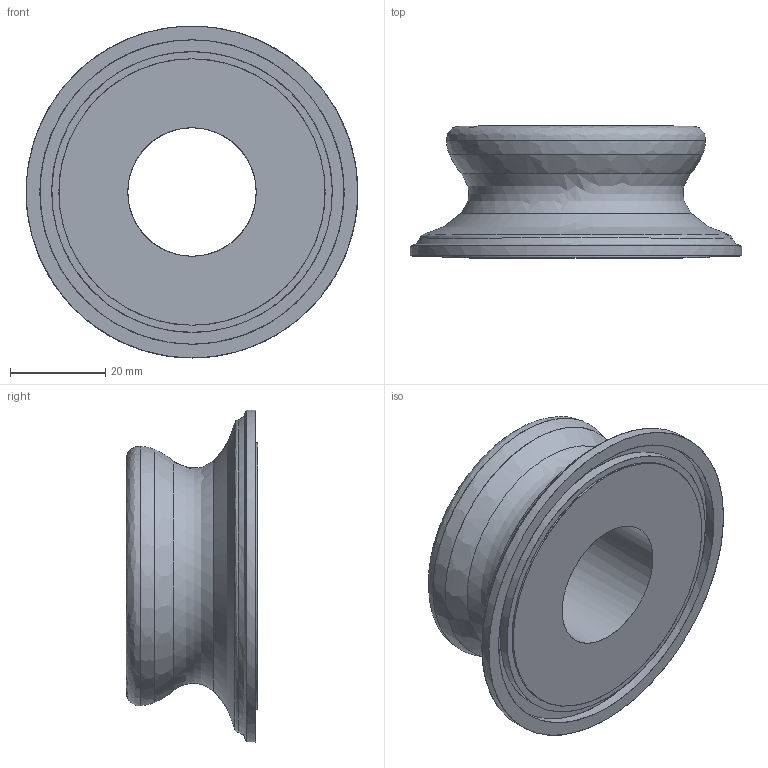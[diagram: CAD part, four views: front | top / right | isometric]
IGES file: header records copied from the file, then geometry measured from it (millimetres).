
Global section: file name: SL8541(00).igs; native system: NX V4.0; preprocessor: UGS NX IGES V4.0; date: 20140906.160151; units: millimetre
Bounding box: 69.8 x 27.7 x 69.8 mm (x, y, z)
Surface area: 24196.1 mm2 (no closed solid volume)
Topology: 0 solids, 0 shells, 27 faces, 382 edges, 368 vertices
Faces by surface type: bspline 27
